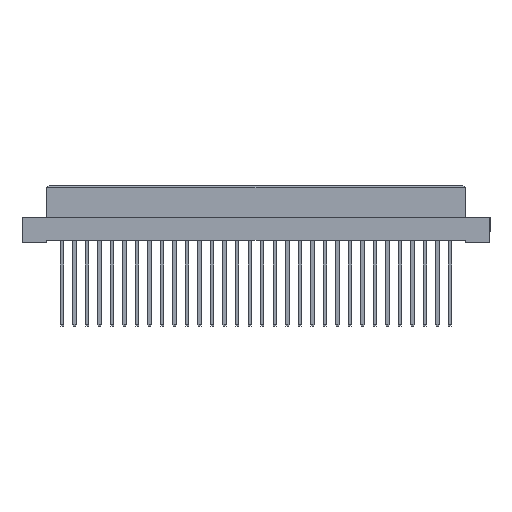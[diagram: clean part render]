
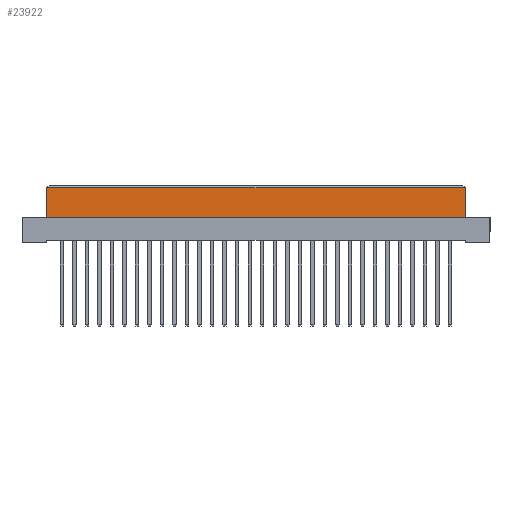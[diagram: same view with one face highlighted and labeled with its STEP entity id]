
A CAD part, top view. The second image highlights one B-rep face of the part: STEP entity #23922.
In plain terms, the highlighted planar face has unit normal (0, 0, 1).
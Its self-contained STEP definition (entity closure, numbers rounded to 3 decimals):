
#578 = ORIENTED_EDGE ( 'NONE', *, *, #598, .F. ) ;
#598 = EDGE_CURVE ( 'NONE', #26639, #18363, #35454, .T. ) ;
#742 = AXIS2_PLACEMENT_3D ( 'NONE', #20644, #17429, #38934 ) ;
#3922 = VECTOR ( 'NONE', #38606, 1000. ) ;
#4467 = CARTESIAN_POINT ( 'NONE',  ( -42.5, -6.4, 4.25 ) ) ;
#5234 = LINE ( 'NONE', #23953, #16580 ) ;
#8006 = CARTESIAN_POINT ( 'NONE',  ( 42.5, -0.5, 4.25 ) ) ;
#10328 = EDGE_CURVE ( 'NONE', #16867, #12012, #20723, .T. ) ;
#12012 = VERTEX_POINT ( 'NONE', #8006 ) ;
#13062 = EDGE_CURVE ( 'NONE', #26639, #16867, #25738, .T. ) ;
#16435 = ORIENTED_EDGE ( 'NONE', *, *, #13062, .T. ) ;
#16580 = VECTOR ( 'NONE', #36602, 1000. ) ;
#16867 = VERTEX_POINT ( 'NONE', #24697 ) ;
#17429 = DIRECTION ( 'NONE',  ( 0., 0., 1. ) ) ;
#18363 = VERTEX_POINT ( 'NONE', #30154 ) ;
#19868 = FACE_OUTER_BOUND ( 'NONE', #38742, .T. ) ;
#20318 = VECTOR ( 'NONE', #30842, 1000. ) ;
#20644 = CARTESIAN_POINT ( 'NONE',  ( 42.5, -6.4, 4.25 ) ) ;
#20723 = LINE ( 'NONE', #29581, #3922 ) ;
#23657 = PLANE ( 'NONE',  #742 ) ;
#23922 = ADVANCED_FACE ( 'NONE', ( #19868 ), #23657, .T. ) ;
#23953 = CARTESIAN_POINT ( 'NONE',  ( -42.5, -0.5, 4.25 ) ) ;
#24697 = CARTESIAN_POINT ( 'NONE',  ( 42.5, -6.4, 4.25 ) ) ;
#25738 = LINE ( 'NONE', #37599, #20318 ) ;
#26639 = VERTEX_POINT ( 'NONE', #39320 ) ;
#29231 = DIRECTION ( 'NONE',  ( 0., 1., 0. ) ) ;
#29581 = CARTESIAN_POINT ( 'NONE',  ( 42.5, -6.4, 4.25 ) ) ;
#30154 = CARTESIAN_POINT ( 'NONE',  ( -42.5, -0.5, 4.25 ) ) ;
#30842 = DIRECTION ( 'NONE',  ( 1., 0., 0. ) ) ;
#35454 = LINE ( 'NONE', #4467, #37513 ) ;
#36602 = DIRECTION ( 'NONE',  ( -1., 0., 0. ) ) ;
#36932 = EDGE_CURVE ( 'NONE', #12012, #18363, #5234, .T. ) ;
#37513 = VECTOR ( 'NONE', #29231, 1000. ) ;
#37599 = CARTESIAN_POINT ( 'NONE',  ( 42.5, -6.4, 4.25 ) ) ;
#38072 = ORIENTED_EDGE ( 'NONE', *, *, #36932, .T. ) ;
#38606 = DIRECTION ( 'NONE',  ( 0., 1., 0. ) ) ;
#38742 = EDGE_LOOP ( 'NONE', ( #39700, #38072, #578, #16435 ) ) ;
#38934 = DIRECTION ( 'NONE',  ( 1., 0., 0. ) ) ;
#39320 = CARTESIAN_POINT ( 'NONE',  ( -42.5, -6.4, 4.25 ) ) ;
#39700 = ORIENTED_EDGE ( 'NONE', *, *, #10328, .T. ) ;
